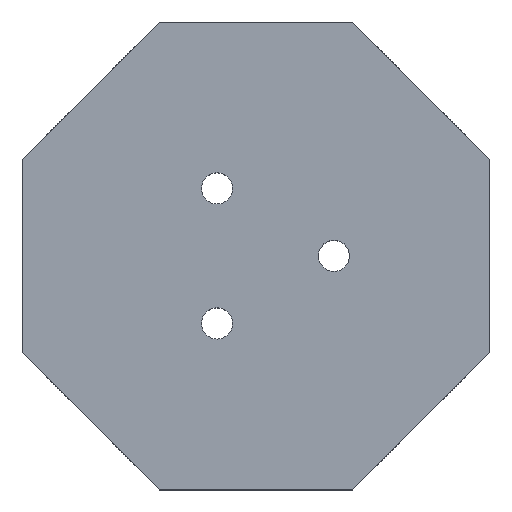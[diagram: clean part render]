
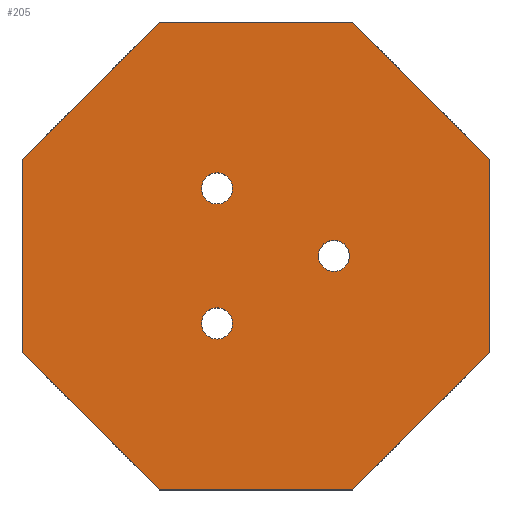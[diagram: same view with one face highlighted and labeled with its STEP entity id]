
A CAD part, top view. The second image highlights one B-rep face of the part: STEP entity #205.
In plain terms, the highlighted planar face has unit normal (0, 0, 1).
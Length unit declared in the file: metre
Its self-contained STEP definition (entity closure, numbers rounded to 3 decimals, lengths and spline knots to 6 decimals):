
#205=ADVANCED_FACE('1:494',(#425,#426,#427,#428),#429,.T.);
#425=FACE_OUTER_BOUND('',#647,.T.);
#426=FACE_BOUND('',#648,.T.);
#427=FACE_BOUND('',#649,.T.);
#428=FACE_BOUND('',#650,.T.);
#429=PLANE('',#651);
#647=EDGE_LOOP('',(#1137,#1138,#1139,#1140,#1141,#1142,#1143,#1144));
#648=EDGE_LOOP('',(#1145,#1146));
#649=EDGE_LOOP('',(#1147,#1148));
#650=EDGE_LOOP('',(#1149,#1150));
#651=AXIS2_PLACEMENT_3D('',#1151,#1152,#1153);
#1137=ORIENTED_EDGE('',*,*,#1379,.T.);
#1138=ORIENTED_EDGE('',*,*,#1391,.F.);
#1139=ORIENTED_EDGE('',*,*,#1324,.T.);
#1140=ORIENTED_EDGE('',*,*,#1315,.T.);
#1141=ORIENTED_EDGE('',*,*,#1306,.T.);
#1142=ORIENTED_EDGE('',*,*,#1394,.F.);
#1143=ORIENTED_EDGE('',*,*,#1384,.T.);
#1144=ORIENTED_EDGE('',*,*,#1388,.T.);
#1145=ORIENTED_EDGE('',*,*,#1396,.F.);
#1146=ORIENTED_EDGE('',*,*,#1214,.F.);
#1147=ORIENTED_EDGE('',*,*,#1397,.F.);
#1148=ORIENTED_EDGE('',*,*,#1219,.F.);
#1149=ORIENTED_EDGE('',*,*,#1398,.F.);
#1150=ORIENTED_EDGE('',*,*,#1224,.F.);
#1151=CARTESIAN_POINT('',(0.0,0.0,0.01));
#1152=DIRECTION('',(0.0,0.0,1.0));
#1153=DIRECTION('',(1.0,0.0,0.0));
#1214=EDGE_CURVE('',#1423,#1419,#1425,.T.);
#1219=EDGE_CURVE('',#1432,#1428,#1434,.T.);
#1224=EDGE_CURVE('',#1441,#1437,#1443,.T.);
#1306=EDGE_CURVE('1:527',#1588,#1586,#1589,.T.);
#1315=EDGE_CURVE('1:548',#1599,#1588,#1600,.T.);
#1324=EDGE_CURVE('1:566',#1610,#1599,#1611,.T.);
#1379=EDGE_CURVE('1:653',#1669,#1667,#1670,.T.);
#1384=EDGE_CURVE('1:665',#1678,#1676,#1679,.T.);
#1388=EDGE_CURVE('1:674',#1676,#1669,#1683,.T.);
#1391=EDGE_CURVE('1:680',#1610,#1667,#1686,.T.);
#1394=EDGE_CURVE('1:686',#1678,#1586,#1689,.T.);
#1396=EDGE_CURVE('1:689',#1419,#1423,#1691,.T.);
#1397=EDGE_CURVE('1:692',#1428,#1432,#1692,.T.);
#1398=EDGE_CURVE('1:695',#1437,#1441,#1693,.T.);
#1419=VERTEX_POINT('',#1716);
#1423=VERTEX_POINT('',#1721);
#1425=CIRCLE('',#1724,0.002);
#1428=VERTEX_POINT('',#1727);
#1432=VERTEX_POINT('',#1732);
#1434=CIRCLE('',#1735,0.002);
#1437=VERTEX_POINT('',#1738);
#1441=VERTEX_POINT('',#1743);
#1443=CIRCLE('',#1746,0.002);
#1586=VERTEX_POINT('',#1920);
#1588=VERTEX_POINT('',#1923);
#1589=LINE('',#1924,#1925);
#1599=VERTEX_POINT('',#1937);
#1600=LINE('',#1938,#1939);
#1610=VERTEX_POINT('',#1951);
#1611=LINE('',#1952,#1953);
#1667=VERTEX_POINT('',#2011);
#1669=VERTEX_POINT('',#2014);
#1670=LINE('',#2015,#2016);
#1676=VERTEX_POINT('',#2024);
#1678=VERTEX_POINT('',#2027);
#1679=LINE('',#2028,#2029);
#1683=LINE('',#2035,#2036);
#1686=LINE('',#2040,#2041);
#1689=LINE('',#2045,#2046);
#1691=CIRCLE('',#2048,0.002);
#1692=CIRCLE('',#2049,0.002);
#1693=CIRCLE('',#2050,0.002);
#1716=CARTESIAN_POINT('',(-0.006,-0.010392,0.01));
#1721=CARTESIAN_POINT('',(-0.004,-0.006928,0.01));
#1724=AXIS2_PLACEMENT_3D('',#2073,#2074,#2075);
#1727=CARTESIAN_POINT('',(-0.006,0.010392,0.01));
#1732=CARTESIAN_POINT('',(-0.004,0.006928,0.01));
#1735=AXIS2_PLACEMENT_3D('',#2081,#2082,#2083);
#1738=CARTESIAN_POINT('',(0.012,0.0,0.01));
#1743=CARTESIAN_POINT('',(0.008,0.,0.01));
#1746=AXIS2_PLACEMENT_3D('',#2089,#2090,#2091);
#1920=CARTESIAN_POINT('',(-0.012426,-0.03,0.01));
#1923=CARTESIAN_POINT('',(-0.03,-0.012426,0.01));
#1924=CARTESIAN_POINT('',(-0.03,-0.012426,0.01));
#1925=VECTOR('',#2220,1.0);
#1937=CARTESIAN_POINT('',(-0.03,0.012426,0.01));
#1938=CARTESIAN_POINT('',(-0.03,0.012426,0.01));
#1939=VECTOR('',#2232,1.0);
#1951=CARTESIAN_POINT('',(-0.012426,0.03,0.01));
#1952=CARTESIAN_POINT('',(-0.012426,0.03,0.01));
#1953=VECTOR('',#2244,1.0);
#2011=CARTESIAN_POINT('',(0.012426,0.03,0.01));
#2014=CARTESIAN_POINT('',(0.03,0.012426,0.01));
#2015=CARTESIAN_POINT('',(0.03,0.012426,0.01));
#2016=VECTOR('',#2320,1.0);
#2024=CARTESIAN_POINT('',(0.03,-0.012426,0.01));
#2027=CARTESIAN_POINT('',(0.012426,-0.03,0.01));
#2028=CARTESIAN_POINT('',(0.012426,-0.03,0.01));
#2029=VECTOR('',#2324,1.0);
#2035=CARTESIAN_POINT('',(0.03,-0.012426,0.01));
#2036=VECTOR('',#2327,1.0);
#2040=CARTESIAN_POINT('',(0.017321,0.03,0.01));
#2041=VECTOR('',#2329,1.0);
#2045=CARTESIAN_POINT('',(-0.017321,-0.03,0.01));
#2046=VECTOR('',#2331,1.0);
#2048=AXIS2_PLACEMENT_3D('',#2332,#2333,#2334);
#2049=AXIS2_PLACEMENT_3D('',#2335,#2336,#2337);
#2050=AXIS2_PLACEMENT_3D('',#2338,#2339,#2340);
#2073=CARTESIAN_POINT('',(-0.005,-0.00866,0.01));
#2074=DIRECTION('',(0.0,0.0,1.0));
#2075=DIRECTION('',(-0.5,-0.866,0.0));
#2081=CARTESIAN_POINT('',(-0.005,0.00866,0.01));
#2082=DIRECTION('',(0.0,0.0,1.0));
#2083=DIRECTION('',(-0.5,0.866,0.0));
#2089=CARTESIAN_POINT('',(0.01,0.0,0.01));
#2090=DIRECTION('',(0.0,0.0,1.0));
#2091=DIRECTION('',(1.0,0.0,0.0));
#2220=DIRECTION('',(0.707,-0.707,0.0));
#2232=DIRECTION('',(0.0,-1.0,0.0));
#2244=DIRECTION('',(-0.707,-0.707,0.0));
#2320=DIRECTION('',(-0.707,0.707,0.0));
#2324=DIRECTION('',(0.707,0.707,0.0));
#2327=DIRECTION('',(0.,1.0,0.0));
#2329=DIRECTION('',(1.0,0.,0.0));
#2331=DIRECTION('',(-1.0,0.,0.0));
#2332=CARTESIAN_POINT('',(-0.005,-0.00866,0.01));
#2333=DIRECTION('',(0.0,0.0,1.0));
#2334=DIRECTION('',(-0.5,-0.866,0.0));
#2335=CARTESIAN_POINT('',(-0.005,0.00866,0.01));
#2336=DIRECTION('',(0.0,0.0,1.0));
#2337=DIRECTION('',(-0.5,0.866,0.0));
#2338=CARTESIAN_POINT('',(0.01,0.0,0.01));
#2339=DIRECTION('',(0.0,0.0,1.0));
#2340=DIRECTION('',(1.0,0.0,0.0));
